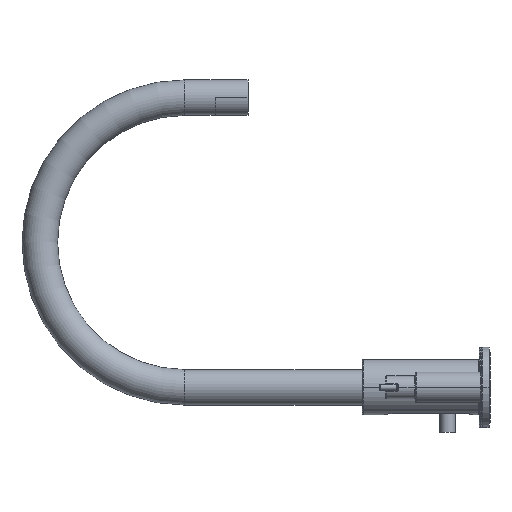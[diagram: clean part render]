
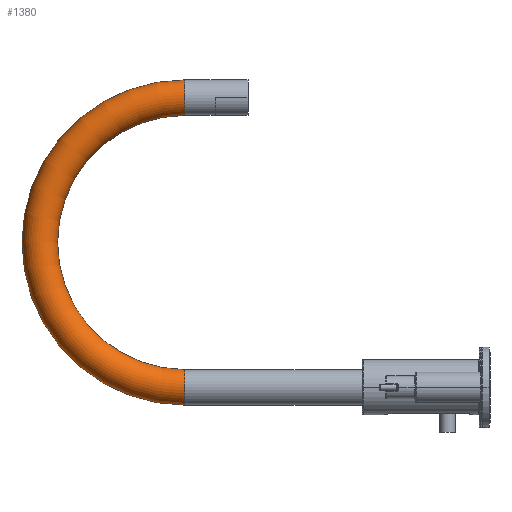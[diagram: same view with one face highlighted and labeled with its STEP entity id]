
A CAD part, left-side view. The second image highlights one B-rep face of the part: STEP entity #1380.
In plain terms, the highlighted toroidal (fillet/blend) face has major radius 90.5 mm and minor radius 11.113 mm.
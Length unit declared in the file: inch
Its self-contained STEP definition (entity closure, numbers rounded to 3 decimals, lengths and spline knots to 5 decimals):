
#215=CARTESIAN_POINT('',(0.,7.494,3.563));
#216=DIRECTION('',(-1.,0.,0.));
#217=DIRECTION('',(0.,0.,1.));
#218=AXIS2_PLACEMENT_3D('',#215,#216,#217);
#220=CARTESIAN_POINT('',(0.,7.494,7.126));
#221=DIRECTION('',(0.,1.,0.));
#222=DIRECTION('',(0.,0.,-1.));
#223=AXIS2_PLACEMENT_3D('',#220,#221,#222);
#225=CARTESIAN_POINT('',(0.,7.494,3.563));
#226=DIRECTION('',(-1.,0.,0.));
#227=DIRECTION('',(0.,0.,1.));
#228=AXIS2_PLACEMENT_3D('',#225,#226,#227);
#230=CARTESIAN_POINT('',(0.,7.494,0.));
#231=DIRECTION('',(0.,-1.,0.));
#232=DIRECTION('',(0.,0.,1.));
#233=AXIS2_PLACEMENT_3D('',#230,#231,#232);
#1024=CARTESIAN_POINT('',(0.,7.494,6.6885));
#1025=CARTESIAN_POINT('',(0.,7.494,7.5635));
#1026=VERTEX_POINT('',#1024);
#1027=VERTEX_POINT('',#1025);
#1028=CARTESIAN_POINT('',(0.,7.494,0.4375));
#1029=CARTESIAN_POINT('',(0.,7.494,-0.4375));
#1030=VERTEX_POINT('',#1028);
#1031=VERTEX_POINT('',#1029);
#1368=CARTESIAN_POINT('',(0.,7.494,3.563));
#1369=DIRECTION('',(-1.,0.,0.));
#1370=DIRECTION('',(0.,0.,-1.));
#1371=AXIS2_PLACEMENT_3D('',#1368,#1369,#1370);
#1372=TOROIDAL_SURFACE('',#1371,3.563,0.4375);
#1373=ORIENTED_EDGE('',*,*,#1331,.F.);
#1374=ORIENTED_EDGE('',*,*,#1363,.T.);
#1376=ORIENTED_EDGE('',*,*,#1375,.T.);
#1377=ORIENTED_EDGE('',*,*,#1359,.F.);
#1378=EDGE_LOOP('',(#1373,#1374,#1376,#1377));
#1379=FACE_OUTER_BOUND('',#1378,.F.);
#1380=ADVANCED_FACE('',(#1379),#1372,.T.);
#219=CIRCLE('',#218,4.0005);
#224=CIRCLE('',#223,0.4375);
#229=CIRCLE('',#228,3.1255);
#234=CIRCLE('',#233,0.4375);
#1331=EDGE_CURVE('',#1026,#1027,#224,.T.);
#1359=EDGE_CURVE('',#1027,#1031,#219,.T.);
#1363=EDGE_CURVE('',#1026,#1030,#229,.T.);
#1375=EDGE_CURVE('',#1030,#1031,#234,.T.);
